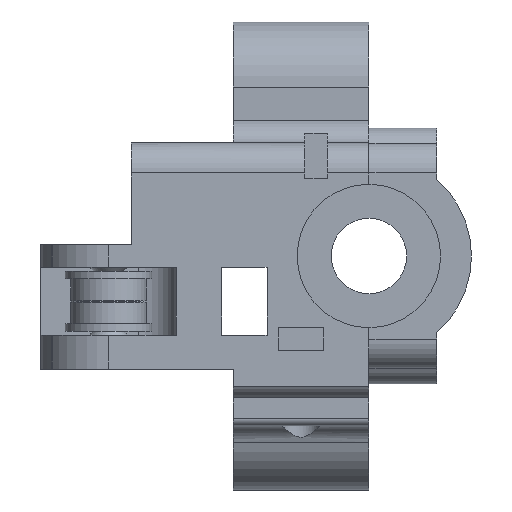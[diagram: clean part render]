
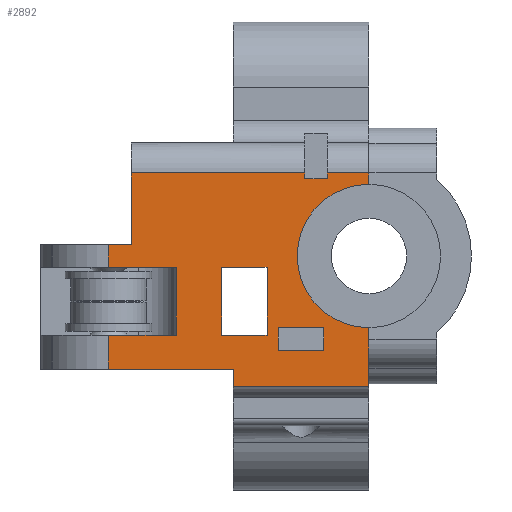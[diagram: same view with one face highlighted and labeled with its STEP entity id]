
A CAD part, left-side view. The second image highlights one B-rep face of the part: STEP entity #2892.
In plain terms, the highlighted planar face has unit normal (-1, 0, 0).
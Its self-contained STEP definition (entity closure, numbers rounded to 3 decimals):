
#58=FACE_BOUND('',#445,.T.);
#59=FACE_BOUND('',#446,.T.);
#101=PLANE('',#3106);
#270=FACE_OUTER_BOUND('',#444,.T.);
#444=EDGE_LOOP('',(#2082,#2083,#2084,#2085,#2086,#2087,#2088,#2089,#2090,
#2091,#2092,#2093,#2094,#2095,#2096,#2097,#2098,#2099));
#445=EDGE_LOOP('',(#2100,#2101,#2102,#2103));
#446=EDGE_LOOP('',(#2104,#2105,#2106,#2107));
#631=LINE('',#4371,#903);
#635=LINE('',#4382,#907);
#636=LINE('',#4384,#908);
#637=LINE('',#4386,#909);
#638=LINE('',#4388,#910);
#639=LINE('',#4390,#911);
#640=LINE('',#4392,#912);
#641=LINE('',#4394,#913);
#642=LINE('',#4396,#914);
#643=LINE('',#4398,#915);
#644=LINE('',#4400,#916);
#645=LINE('',#4402,#917);
#646=LINE('',#4404,#918);
#647=LINE('',#4406,#919);
#648=LINE('',#4408,#920);
#649=LINE('',#4412,#921);
#650=LINE('',#4414,#922);
#651=LINE('',#4415,#923);
#652=LINE('',#4417,#924);
#653=LINE('',#4419,#925);
#654=LINE('',#4420,#926);
#655=LINE('',#4423,#927);
#656=LINE('',#4425,#928);
#657=LINE('',#4427,#929);
#658=LINE('',#4428,#930);
#903=VECTOR('',#3478,10.);
#907=VECTOR('',#3486,10.);
#908=VECTOR('',#3487,10.);
#909=VECTOR('',#3488,10.);
#910=VECTOR('',#3489,10.);
#911=VECTOR('',#3490,10.);
#912=VECTOR('',#3491,10.);
#913=VECTOR('',#3492,10.);
#914=VECTOR('',#3493,10.);
#915=VECTOR('',#3494,10.);
#916=VECTOR('',#3495,10.);
#917=VECTOR('',#3496,10.);
#918=VECTOR('',#3497,10.);
#919=VECTOR('',#3498,10.);
#920=VECTOR('',#3499,10.);
#921=VECTOR('',#3502,10.);
#922=VECTOR('',#3503,10.);
#923=VECTOR('',#3504,10.);
#924=VECTOR('',#3505,10.);
#925=VECTOR('',#3506,10.);
#926=VECTOR('',#3507,10.);
#927=VECTOR('',#3508,10.);
#928=VECTOR('',#3509,10.);
#929=VECTOR('',#3510,10.);
#930=VECTOR('',#3511,10.);
#1185=CIRCLE('',#3107,9.5);
#1333=VERTEX_POINT('',#4369);
#1334=VERTEX_POINT('',#4370);
#1338=VERTEX_POINT('',#4380);
#1339=VERTEX_POINT('',#4381);
#1340=VERTEX_POINT('',#4383);
#1341=VERTEX_POINT('',#4385);
#1342=VERTEX_POINT('',#4387);
#1343=VERTEX_POINT('',#4389);
#1344=VERTEX_POINT('',#4391);
#1345=VERTEX_POINT('',#4393);
#1346=VERTEX_POINT('',#4395);
#1347=VERTEX_POINT('',#4397);
#1348=VERTEX_POINT('',#4399);
#1349=VERTEX_POINT('',#4401);
#1350=VERTEX_POINT('',#4403);
#1351=VERTEX_POINT('',#4405);
#1352=VERTEX_POINT('',#4407);
#1353=VERTEX_POINT('',#4409);
#1354=VERTEX_POINT('',#4411);
#1355=VERTEX_POINT('',#4413);
#1356=VERTEX_POINT('',#4416);
#1357=VERTEX_POINT('',#4418);
#1358=VERTEX_POINT('',#4421);
#1359=VERTEX_POINT('',#4422);
#1360=VERTEX_POINT('',#4424);
#1361=VERTEX_POINT('',#4426);
#1624=EDGE_CURVE('',#1333,#1334,#631,.T.);
#1629=EDGE_CURVE('',#1338,#1339,#635,.T.);
#1630=EDGE_CURVE('',#1339,#1340,#636,.T.);
#1631=EDGE_CURVE('',#1340,#1341,#637,.T.);
#1632=EDGE_CURVE('',#1341,#1342,#638,.T.);
#1633=EDGE_CURVE('',#1342,#1343,#639,.T.);
#1634=EDGE_CURVE('',#1344,#1343,#640,.T.);
#1635=EDGE_CURVE('',#1345,#1344,#641,.T.);
#1636=EDGE_CURVE('',#1345,#1346,#642,.T.);
#1637=EDGE_CURVE('',#1347,#1346,#643,.T.);
#1638=EDGE_CURVE('',#1348,#1347,#644,.T.);
#1639=EDGE_CURVE('',#1349,#1348,#645,.T.);
#1640=EDGE_CURVE('',#1350,#1349,#646,.T.);
#1641=EDGE_CURVE('',#1350,#1351,#647,.T.);
#1642=EDGE_CURVE('',#1352,#1351,#648,.T.);
#1643=EDGE_CURVE('',#1353,#1352,#1185,.T.);
#1644=EDGE_CURVE('',#1354,#1353,#649,.T.);
#1645=EDGE_CURVE('',#1354,#1355,#650,.T.);
#1646=EDGE_CURVE('',#1338,#1355,#651,.T.);
#1647=EDGE_CURVE('',#1356,#1333,#652,.T.);
#1648=EDGE_CURVE('',#1334,#1357,#653,.T.);
#1649=EDGE_CURVE('',#1356,#1357,#654,.T.);
#1650=EDGE_CURVE('',#1358,#1359,#655,.T.);
#1651=EDGE_CURVE('',#1360,#1358,#656,.T.);
#1652=EDGE_CURVE('',#1361,#1360,#657,.T.);
#1653=EDGE_CURVE('',#1359,#1361,#658,.T.);
#2082=ORIENTED_EDGE('',*,*,#1629,.T.);
#2083=ORIENTED_EDGE('',*,*,#1630,.T.);
#2084=ORIENTED_EDGE('',*,*,#1631,.T.);
#2085=ORIENTED_EDGE('',*,*,#1632,.T.);
#2086=ORIENTED_EDGE('',*,*,#1633,.T.);
#2087=ORIENTED_EDGE('',*,*,#1634,.F.);
#2088=ORIENTED_EDGE('',*,*,#1635,.F.);
#2089=ORIENTED_EDGE('',*,*,#1636,.T.);
#2090=ORIENTED_EDGE('',*,*,#1637,.F.);
#2091=ORIENTED_EDGE('',*,*,#1638,.F.);
#2092=ORIENTED_EDGE('',*,*,#1639,.F.);
#2093=ORIENTED_EDGE('',*,*,#1640,.F.);
#2094=ORIENTED_EDGE('',*,*,#1641,.T.);
#2095=ORIENTED_EDGE('',*,*,#1642,.F.);
#2096=ORIENTED_EDGE('',*,*,#1643,.F.);
#2097=ORIENTED_EDGE('',*,*,#1644,.F.);
#2098=ORIENTED_EDGE('',*,*,#1645,.T.);
#2099=ORIENTED_EDGE('',*,*,#1646,.F.);
#2100=ORIENTED_EDGE('',*,*,#1647,.T.);
#2101=ORIENTED_EDGE('',*,*,#1624,.T.);
#2102=ORIENTED_EDGE('',*,*,#1648,.T.);
#2103=ORIENTED_EDGE('',*,*,#1649,.F.);
#2104=ORIENTED_EDGE('',*,*,#1650,.F.);
#2105=ORIENTED_EDGE('',*,*,#1651,.F.);
#2106=ORIENTED_EDGE('',*,*,#1652,.F.);
#2107=ORIENTED_EDGE('',*,*,#1653,.F.);
#2892=ADVANCED_FACE('',(#270,#58,#59),#101,.F.);
#3106=AXIS2_PLACEMENT_3D('',#4379,#3484,#3485);
#3107=AXIS2_PLACEMENT_3D('',#4410,#3500,#3501);
#3478=DIRECTION('',(0.,-1.,0.));
#3484=DIRECTION('center_axis',(1.,0.,0.));
#3485=DIRECTION('ref_axis',(0.,-1.,0.));
#3486=DIRECTION('',(0.,1.,0.));
#3487=DIRECTION('',(0.,0.,1.));
#3488=DIRECTION('',(0.,1.,0.));
#3489=DIRECTION('',(0.,0.,-1.));
#3490=DIRECTION('',(0.,1.,0.));
#3491=DIRECTION('',(0.,0.,1.));
#3492=DIRECTION('',(0.,1.,0.));
#3493=DIRECTION('',(0.,0.,-1.));
#3494=DIRECTION('',(0.,-1.,0.));
#3495=DIRECTION('',(0.,0.,1.));
#3496=DIRECTION('',(0.,1.,0.));
#3497=DIRECTION('',(0.,0.,1.));
#3498=DIRECTION('',(0.,-1.,0.));
#3499=DIRECTION('',(0.,0.,-1.));
#3500=DIRECTION('center_axis',(-1.,0.,0.));
#3501=DIRECTION('ref_axis',(0.,0.,-1.));
#3502=DIRECTION('',(0.,0.,-1.));
#3503=DIRECTION('',(0.,1.,0.));
#3504=DIRECTION('',(0.,0.,1.));
#3505=DIRECTION('',(0.,0.,1.));
#3506=DIRECTION('',(0.,0.,-1.));
#3507=DIRECTION('',(0.,-1.,0.));
#3508=DIRECTION('',(0.,1.,0.));
#3509=DIRECTION('',(0.,0.,1.));
#3510=DIRECTION('',(0.,-1.,0.));
#3511=DIRECTION('',(0.,0.,-1.));
#4369=CARTESIAN_POINT('',(-15.,-10.5,0.));
#4370=CARTESIAN_POINT('',(-15.,-16.5,0.));
#4371=CARTESIAN_POINT('',(-15.,6.,0.));
#4379=CARTESIAN_POINT('Origin',(-15.,22.5,24.5));
#4380=CARTESIAN_POINT('',(-15.,-17.,19.75));
#4381=CARTESIAN_POINT('',(-15.,-14.,19.75));
#4382=CARTESIAN_POINT('',(-15.,1.25,19.75));
#4383=CARTESIAN_POINT('',(-15.,-14.,20.5));
#4384=CARTESIAN_POINT('',(-15.,-14.,22.125));
#4385=CARTESIAN_POINT('',(-15.,8.998,20.5));
#4386=CARTESIAN_POINT('',(-15.,-4.5,20.5));
#4387=CARTESIAN_POINT('',(-15.,8.998,11.));
#4388=CARTESIAN_POINT('',(-15.,8.998,24.5));
#4389=CARTESIAN_POINT('',(-15.,12.,11.));
#4390=CARTESIAN_POINT('',(-15.,16.5,11.));
#4391=CARTESIAN_POINT('',(-15.,12.,8.));
#4392=CARTESIAN_POINT('',(-15.,12.,24.5));
#4393=CARTESIAN_POINT('',(-15.,3.,8.));
#4394=CARTESIAN_POINT('',(-15.,22.5,8.));
#4395=CARTESIAN_POINT('',(-15.,3.,-1.));
#4396=CARTESIAN_POINT('',(-15.,3.,16.25));
#4397=CARTESIAN_POINT('',(-15.,12.,-1.));
#4398=CARTESIAN_POINT('',(-15.,22.5,-1.));
#4399=CARTESIAN_POINT('',(-15.,12.,-5.5));
#4400=CARTESIAN_POINT('',(-15.,12.,24.5));
#4401=CARTESIAN_POINT('',(-15.,-4.5,-5.5));
#4402=CARTESIAN_POINT('',(-15.,19.5,-5.5));
#4403=CARTESIAN_POINT('',(-15.,-4.5,-7.8));
#4404=CARTESIAN_POINT('',(-15.,-4.5,9.5));
#4405=CARTESIAN_POINT('',(-15.,-22.5,-7.8));
#4406=CARTESIAN_POINT('',(-15.,0.,-7.8));
#4407=CARTESIAN_POINT('',(-15.,-22.5,0.));
#4408=CARTESIAN_POINT('',(-15.,-22.5,17.));
#4409=CARTESIAN_POINT('',(-15.,-22.5,19.));
#4410=CARTESIAN_POINT('Origin',(-15.,-22.5,9.5));
#4411=CARTESIAN_POINT('',(-15.,-22.5,20.5));
#4412=CARTESIAN_POINT('',(-15.,-22.5,17.));
#4413=CARTESIAN_POINT('',(-15.,-17.,20.5));
#4414=CARTESIAN_POINT('',(-15.,-4.5,20.5));
#4415=CARTESIAN_POINT('',(-15.,-17.,25.125));
#4416=CARTESIAN_POINT('',(-15.,-10.5,-3.));
#4417=CARTESIAN_POINT('',(-15.,-10.5,11.75));
#4418=CARTESIAN_POINT('',(-15.,-16.5,-3.));
#4419=CARTESIAN_POINT('',(-15.,-16.5,11.75));
#4420=CARTESIAN_POINT('',(-15.,3.,-3.));
#4421=CARTESIAN_POINT('',(-15.,-9.,8.));
#4422=CARTESIAN_POINT('',(-15.,-3.,8.));
#4423=CARTESIAN_POINT('',(-15.,-6.75,8.));
#4424=CARTESIAN_POINT('',(-15.,-9.,-1.));
#4425=CARTESIAN_POINT('',(-15.,-9.,19.75));
#4426=CARTESIAN_POINT('',(-15.,-3.,-1.));
#4427=CARTESIAN_POINT('',(-15.,-3.75,-1.));
#4428=CARTESIAN_POINT('',(-15.,-3.,16.25));
